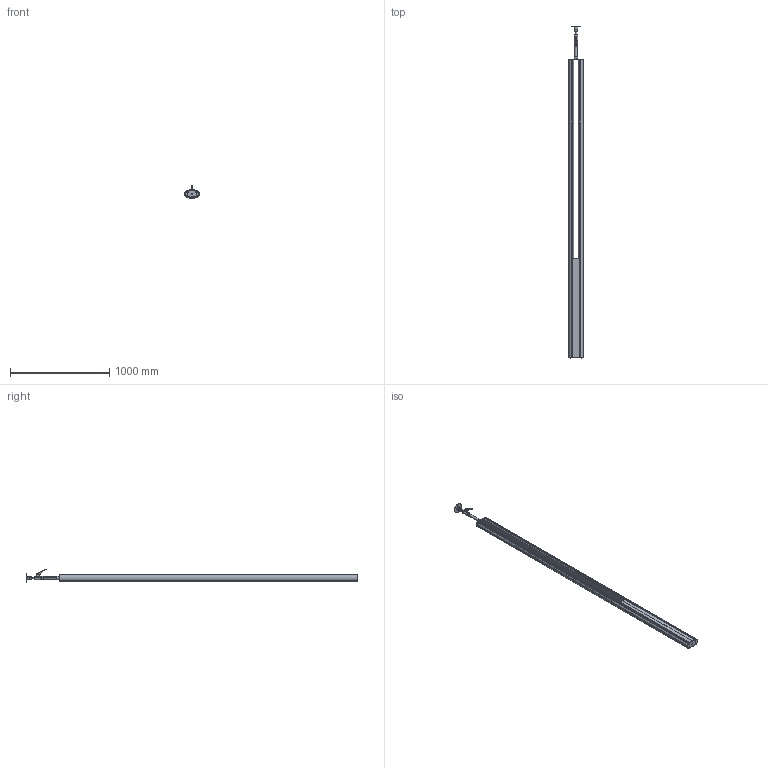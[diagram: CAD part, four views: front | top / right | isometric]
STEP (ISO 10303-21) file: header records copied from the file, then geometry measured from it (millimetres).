
FILE_DESCRIPTION (( 'STEP AP214' ), '1' );
FILE_NAME ('6288930.stp', '2016-06-22T06:00:17', ( '' ), ( '' ), 'SwSTEP 2.0', 'SolidWorks 2014', '' );
FILE_SCHEMA (( 'AUTOMOTIVE_DESIGN' ));
Length unit declared in the file: millimetre
Products named in the file (17): 030909_L=995; 031301_Standard; 026360_L=995; 030906_L=2002; 030905_L=3000; 030904_L=995; 032501_Standard; 6288930; 076849_Standard; 05012554_Standard; 076860_Standard; 076847_Standard; 076846_Bohrung hinzu; 076845_Bohrung hinzu; 076844_Bohrung hinzu; 076843_bohrungen hinzu; 076842_Bohrung hinzu
Assembly tree (29 placements, depth 3):
  6288930
    032501_Standard  x2
    030904_L=995
    030905_L=3000  x2
    030906_L=2002  x2
    030909_L=995
      026360_L=995
      031301_Standard  x4
    076860_Standard
      076842_Bohrung hinzu
      076843_bohrungen hinzu
      076844_Bohrung hinzu
      076845_Bohrung hinzu
      076846_Bohrung hinzu
      076847_Standard
    05012554_Standard  x8
    076849_Standard
Bounding box: 146 x 3345.08 x 139.47 mm (x, y, z)
Volume: 2507025.6 mm3; surface area: 2888860.9 mm2
Topology: 28 solids, 28 shells, 1069 faces, 2595 edges, 1588 vertices
Faces by surface type: plane 657, cylinder 342, cone 36, bspline 16, sphere 16, torus 2
Entity records: 15041 total; most frequent: CARTESIAN_POINT 2644, DIRECTION 2543, ORIENTED_EDGE 2318, EDGE_CURVE 1159, AXIS2_PLACEMENT_3D 929, VERTEX_POINT 746, LINE 685, VECTOR 685
